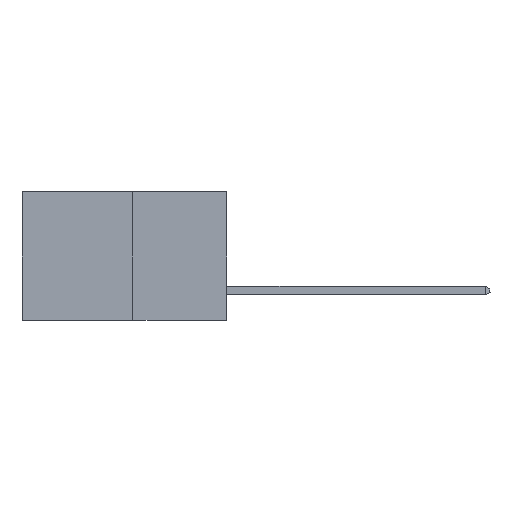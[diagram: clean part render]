
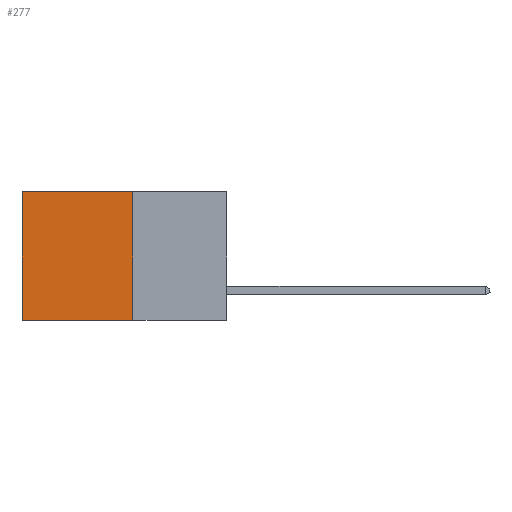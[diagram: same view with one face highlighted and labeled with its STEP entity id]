
A CAD part, left-side view. The second image highlights one B-rep face of the part: STEP entity #277.
In plain terms, the highlighted planar face has unit normal (-1, 0, 0).
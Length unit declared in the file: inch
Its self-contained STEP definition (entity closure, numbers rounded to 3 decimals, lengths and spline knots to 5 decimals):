
#193 = CARTESIAN_POINT ( 'NONE',  ( 0.277, 0.59, -0.37 ) ) ;
#277 = ADVANCED_FACE ( 'NONE', ( #10345 ), #6939, .F. ) ;
#401 = DIRECTION ( 'NONE',  ( 0., 1., 0. ) ) ;
#441 = AXIS2_PLACEMENT_3D ( 'NONE', #3991, #3940, #3976 ) ;
#812 = EDGE_CURVE ( 'NONE', #2703, #9449, #8353, .T. ) ;
#825 = VERTEX_POINT ( 'NONE', #193 ) ;
#1012 = VECTOR ( 'NONE', #11480, 39.37008 ) ;
#1061 = ORIENTED_EDGE ( 'NONE', *, *, #7237, .F. ) ;
#1567 = DIRECTION ( 'NONE',  ( 0., 0., -1. ) ) ;
#2573 = CARTESIAN_POINT ( 'NONE',  ( 0.277, 0.27, 0. ) ) ;
#2703 = VERTEX_POINT ( 'NONE', #2573 ) ;
#3049 = VECTOR ( 'NONE', #12581, 39.37008 ) ;
#3940 = DIRECTION ( 'NONE',  ( 1., 0., 0. ) ) ;
#3976 = DIRECTION ( 'NONE',  ( 0., 0., -1. ) ) ;
#3991 = CARTESIAN_POINT ( 'NONE',  ( 0.277, 0.27, -0.37 ) ) ;
#5162 = CARTESIAN_POINT ( 'NONE',  ( 0.277, 0.27, -0.37 ) ) ;
#5990 = EDGE_LOOP ( 'NONE', ( #9948, #1061, #9307, #12927 ) ) ;
#6142 = LINE ( 'NONE', #5162, #1012 ) ;
#6277 = VECTOR ( 'NONE', #401, 39.37008 ) ;
#6939 = PLANE ( 'NONE',  #441 ) ;
#7237 = EDGE_CURVE ( 'NONE', #9449, #825, #6142, .T. ) ;
#7606 = VECTOR ( 'NONE', #1567, 39.37008 ) ;
#7895 = EDGE_CURVE ( 'NONE', #2703, #10460, #11900, .T. ) ;
#7969 = LINE ( 'NONE', #10095, #7606 ) ;
#8353 = LINE ( 'NONE', #12465, #3049 ) ;
#9307 = ORIENTED_EDGE ( 'NONE', *, *, #812, .F. ) ;
#9449 = VERTEX_POINT ( 'NONE', #11088 ) ;
#9948 = ORIENTED_EDGE ( 'NONE', *, *, #11888, .T. ) ;
#10095 = CARTESIAN_POINT ( 'NONE',  ( 0.277, 0.59, -0.37 ) ) ;
#10345 = FACE_OUTER_BOUND ( 'NONE', #5990, .T. ) ;
#10460 = VERTEX_POINT ( 'NONE', #11172 ) ;
#11088 = CARTESIAN_POINT ( 'NONE',  ( 0.277, 0.27, -0.37 ) ) ;
#11172 = CARTESIAN_POINT ( 'NONE',  ( 0.277, 0.59, 0. ) ) ;
#11480 = DIRECTION ( 'NONE',  ( 0., 1., 0. ) ) ;
#11888 = EDGE_CURVE ( 'NONE', #10460, #825, #7969, .T. ) ;
#11900 = LINE ( 'NONE', #13251, #6277 ) ;
#12465 = CARTESIAN_POINT ( 'NONE',  ( 0.277, 0.27, -0.37 ) ) ;
#12581 = DIRECTION ( 'NONE',  ( 0., 0., -1. ) ) ;
#12927 = ORIENTED_EDGE ( 'NONE', *, *, #7895, .T. ) ;
#13251 = CARTESIAN_POINT ( 'NONE',  ( 0.277, 0.27, 0. ) ) ;
